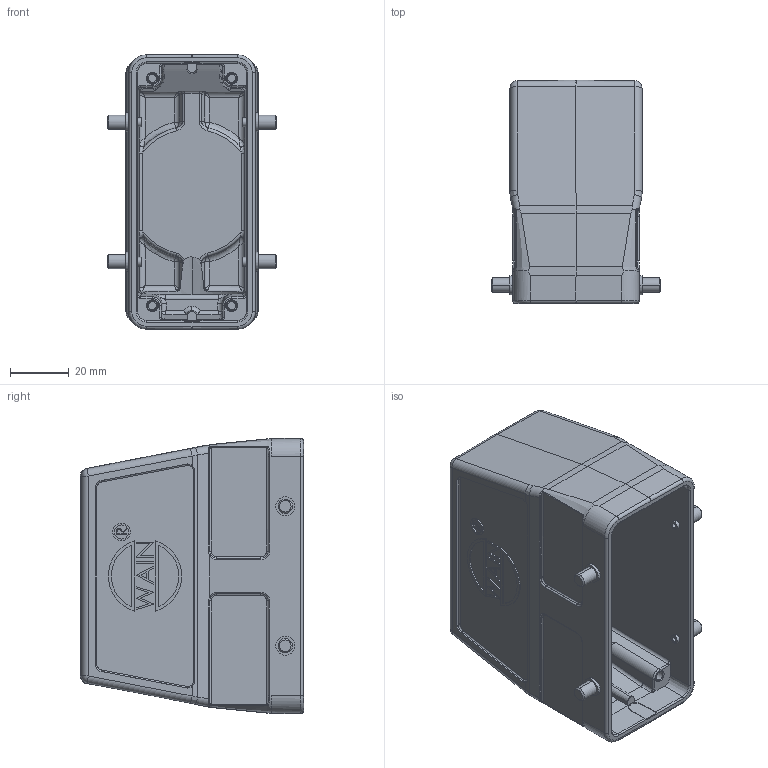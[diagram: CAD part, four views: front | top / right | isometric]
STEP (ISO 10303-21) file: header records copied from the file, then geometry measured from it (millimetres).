
FILE_DESCRIPTION((''),'2;1');
FILE_NAME('MSBR-1_1','2024-01-19T',('yp.zhu'),(''),'PRO/ENGINEER BY PARAMETRIC TECHNOLOGY CORPORATION, 2012480','PRO/ENGINEER BY PARAMETRIC TECHNOLOGY CORPORATION, 2012480','');
FILE_SCHEMA(('CONFIG_CONTROL_DESIGN'));
Length unit declared in the file: millimetre
Products named in the file (1): MSBR-1_1
Bounding box: 57.6 x 76 x 93.7 mm (x, y, z)
Volume: 73120 mm3; surface area: 42305.4 mm2
Topology: 1 solids, 1 shells, 707 faces, 1734 edges, 1046 vertices
Faces by surface type: plane 262, cylinder 212, bspline 116, torus 52, cone 47, extrusion 10, sphere 8
Entity records: 28129 total; most frequent: CARTESIAN_POINT 12544, ORIENTED_EDGE 3400, DIRECTION 2921, EDGE_CURVE 1700, VERTEX_POINT 1046, AXIS2_PLACEMENT_3D 1040, VECTOR 841, LINE 831
